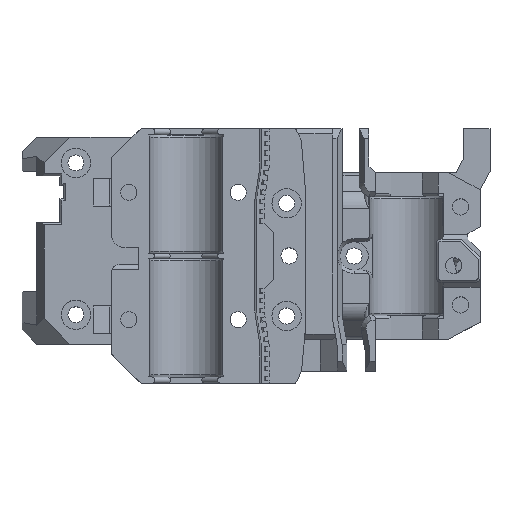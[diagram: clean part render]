
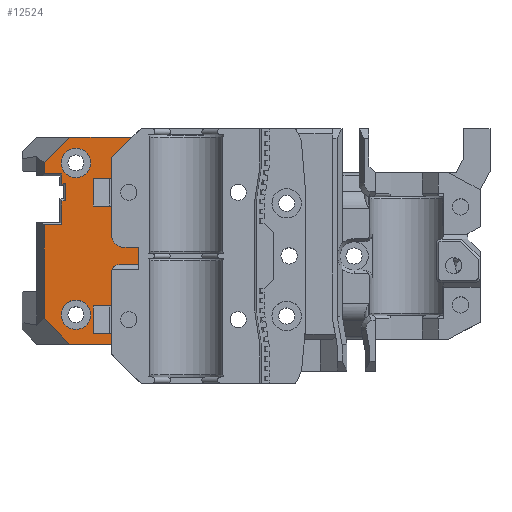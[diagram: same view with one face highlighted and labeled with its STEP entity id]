
A CAD part, top view. The second image highlights one B-rep face of the part: STEP entity #12524.
In plain terms, the highlighted planar face has unit normal (0, 0, 1).
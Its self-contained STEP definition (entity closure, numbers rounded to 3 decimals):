
#195=FACE_BOUND('',#1179,.T.);
#196=FACE_BOUND('',#1180,.T.);
#268=CIRCLE('',#13291,1.5);
#269=CIRCLE('',#13292,2.5);
#270=CIRCLE('',#13293,3.);
#271=CIRCLE('',#13294,3.);
#452=FACE_OUTER_BOUND('',#1178,.T.);
#1178=EDGE_LOOP('',(#8397,#8398,#8399,#8400,#8401,#8402,#8403,#8404,#8405,
#8406,#8407,#8408,#8409,#8410,#8411,#8412,#8413,#8414,#8415,#8416,#8417,
#8418,#8419,#8420,#8421,#8422,#8423,#8424,#8425));
#1179=EDGE_LOOP('',(#8426));
#1180=EDGE_LOOP('',(#8427));
#1911=LINE('',#17676,#3522);
#2013=LINE('',#17894,#3624);
#2019=LINE('',#17907,#3630);
#2030=LINE('',#17928,#3641);
#2044=LINE('',#17953,#3655);
#2046=LINE('',#17959,#3657);
#2047=LINE('',#17961,#3658);
#2048=LINE('',#17963,#3659);
#2049=LINE('',#17965,#3660);
#2050=LINE('',#17967,#3661);
#2051=LINE('',#17969,#3662);
#2052=LINE('',#17973,#3663);
#2053=LINE('',#17975,#3664);
#2054=LINE('',#17977,#3665);
#2055=LINE('',#17981,#3666);
#2056=LINE('',#17983,#3667);
#2057=LINE('',#17985,#3668);
#2058=LINE('',#17987,#3669);
#2059=LINE('',#17988,#3670);
#2060=LINE('',#17990,#3671);
#2061=LINE('',#17992,#3672);
#2062=LINE('',#17994,#3673);
#2063=LINE('',#17996,#3674);
#2064=LINE('',#17998,#3675);
#2065=LINE('',#18000,#3676);
#2066=LINE('',#18002,#3677);
#2067=LINE('',#18003,#3678);
#3522=VECTOR('',#14210,10.);
#3624=VECTOR('',#14356,10.);
#3630=VECTOR('',#14364,10.);
#3641=VECTOR('',#14381,10.);
#3655=VECTOR('',#14407,10.);
#3657=VECTOR('',#14415,10.);
#3658=VECTOR('',#14416,10.);
#3659=VECTOR('',#14417,10.);
#3660=VECTOR('',#14418,10.);
#3661=VECTOR('',#14419,10.);
#3662=VECTOR('',#14420,10.);
#3663=VECTOR('',#14423,10.);
#3664=VECTOR('',#14424,10.);
#3665=VECTOR('',#14425,10.);
#3666=VECTOR('',#14428,10.);
#3667=VECTOR('',#14429,10.);
#3668=VECTOR('',#14430,10.);
#3669=VECTOR('',#14431,10.);
#3670=VECTOR('',#14432,10.);
#3671=VECTOR('',#14433,10.);
#3672=VECTOR('',#14434,10.);
#3673=VECTOR('',#14435,10.);
#3674=VECTOR('',#14436,10.);
#3675=VECTOR('',#14437,10.);
#3676=VECTOR('',#14438,10.);
#3677=VECTOR('',#14439,10.);
#3678=VECTOR('',#14440,10.);
#5129=VERTEX_POINT('',#17673);
#5130=VERTEX_POINT('',#17675);
#5222=VERTEX_POINT('',#17890);
#5224=VERTEX_POINT('',#17893);
#5228=VERTEX_POINT('',#17903);
#5230=VERTEX_POINT('',#17906);
#5237=VERTEX_POINT('',#17927);
#5243=VERTEX_POINT('',#17958);
#5244=VERTEX_POINT('',#17960);
#5245=VERTEX_POINT('',#17962);
#5246=VERTEX_POINT('',#17964);
#5247=VERTEX_POINT('',#17966);
#5248=VERTEX_POINT('',#17968);
#5249=VERTEX_POINT('',#17970);
#5250=VERTEX_POINT('',#17972);
#5251=VERTEX_POINT('',#17974);
#5252=VERTEX_POINT('',#17976);
#5253=VERTEX_POINT('',#17978);
#5254=VERTEX_POINT('',#17980);
#5255=VERTEX_POINT('',#17982);
#5256=VERTEX_POINT('',#17984);
#5257=VERTEX_POINT('',#17986);
#5258=VERTEX_POINT('',#17989);
#5259=VERTEX_POINT('',#17991);
#5260=VERTEX_POINT('',#17993);
#5261=VERTEX_POINT('',#17995);
#5262=VERTEX_POINT('',#17997);
#5263=VERTEX_POINT('',#17999);
#5264=VERTEX_POINT('',#18001);
#5265=VERTEX_POINT('',#18004);
#5266=VERTEX_POINT('',#18006);
#6330=EDGE_CURVE('',#5129,#5130,#1911,.T.);
#6440=EDGE_CURVE('',#5224,#5222,#2013,.T.);
#6446=EDGE_CURVE('',#5230,#5228,#2019,.T.);
#6457=EDGE_CURVE('',#5237,#5224,#2030,.T.);
#6471=EDGE_CURVE('',#5129,#5230,#2044,.T.);
#6473=EDGE_CURVE('',#5222,#5243,#2046,.T.);
#6474=EDGE_CURVE('',#5244,#5243,#2047,.T.);
#6475=EDGE_CURVE('',#5244,#5245,#2048,.T.);
#6476=EDGE_CURVE('',#5245,#5246,#2049,.T.);
#6477=EDGE_CURVE('',#5246,#5247,#2050,.T.);
#6478=EDGE_CURVE('',#5248,#5247,#2051,.T.);
#6479=EDGE_CURVE('',#5249,#5248,#268,.T.);
#6480=EDGE_CURVE('',#5250,#5249,#2052,.T.);
#6481=EDGE_CURVE('',#5251,#5250,#2053,.T.);
#6482=EDGE_CURVE('',#5252,#5251,#2054,.T.);
#6483=EDGE_CURVE('',#5253,#5252,#269,.T.);
#6484=EDGE_CURVE('',#5254,#5253,#2055,.T.);
#6485=EDGE_CURVE('',#5254,#5255,#2056,.T.);
#6486=EDGE_CURVE('',#5255,#5256,#2057,.T.);
#6487=EDGE_CURVE('',#5256,#5257,#2058,.T.);
#6488=EDGE_CURVE('',#5130,#5257,#2059,.T.);
#6489=EDGE_CURVE('',#5228,#5258,#2060,.T.);
#6490=EDGE_CURVE('',#5259,#5258,#2061,.T.);
#6491=EDGE_CURVE('',#5260,#5259,#2062,.T.);
#6492=EDGE_CURVE('',#5261,#5260,#2063,.T.);
#6493=EDGE_CURVE('',#5262,#5261,#2064,.T.);
#6494=EDGE_CURVE('',#5263,#5262,#2065,.T.);
#6495=EDGE_CURVE('',#5264,#5263,#2066,.T.);
#6496=EDGE_CURVE('',#5237,#5264,#2067,.T.);
#6497=EDGE_CURVE('',#5265,#5265,#270,.T.);
#6498=EDGE_CURVE('',#5266,#5266,#271,.T.);
#8397=ORIENTED_EDGE('',*,*,#6440,.T.);
#8398=ORIENTED_EDGE('',*,*,#6473,.T.);
#8399=ORIENTED_EDGE('',*,*,#6474,.F.);
#8400=ORIENTED_EDGE('',*,*,#6475,.T.);
#8401=ORIENTED_EDGE('',*,*,#6476,.T.);
#8402=ORIENTED_EDGE('',*,*,#6477,.T.);
#8403=ORIENTED_EDGE('',*,*,#6478,.F.);
#8404=ORIENTED_EDGE('',*,*,#6479,.F.);
#8405=ORIENTED_EDGE('',*,*,#6480,.F.);
#8406=ORIENTED_EDGE('',*,*,#6481,.F.);
#8407=ORIENTED_EDGE('',*,*,#6482,.F.);
#8408=ORIENTED_EDGE('',*,*,#6483,.F.);
#8409=ORIENTED_EDGE('',*,*,#6484,.F.);
#8410=ORIENTED_EDGE('',*,*,#6485,.T.);
#8411=ORIENTED_EDGE('',*,*,#6486,.T.);
#8412=ORIENTED_EDGE('',*,*,#6487,.T.);
#8413=ORIENTED_EDGE('',*,*,#6488,.F.);
#8414=ORIENTED_EDGE('',*,*,#6330,.F.);
#8415=ORIENTED_EDGE('',*,*,#6471,.T.);
#8416=ORIENTED_EDGE('',*,*,#6446,.T.);
#8417=ORIENTED_EDGE('',*,*,#6489,.T.);
#8418=ORIENTED_EDGE('',*,*,#6490,.F.);
#8419=ORIENTED_EDGE('',*,*,#6491,.F.);
#8420=ORIENTED_EDGE('',*,*,#6492,.F.);
#8421=ORIENTED_EDGE('',*,*,#6493,.F.);
#8422=ORIENTED_EDGE('',*,*,#6494,.F.);
#8423=ORIENTED_EDGE('',*,*,#6495,.F.);
#8424=ORIENTED_EDGE('',*,*,#6496,.F.);
#8425=ORIENTED_EDGE('',*,*,#6457,.T.);
#8426=ORIENTED_EDGE('',*,*,#6497,.T.);
#8427=ORIENTED_EDGE('',*,*,#6498,.T.);
#11910=PLANE('',#13290);
#12524=ADVANCED_FACE('',(#452,#195,#196),#11910,.T.);
#13290=AXIS2_PLACEMENT_3D('',#17957,#14413,#14414);
#13291=AXIS2_PLACEMENT_3D('',#17971,#14421,#14422);
#13292=AXIS2_PLACEMENT_3D('',#17979,#14426,#14427);
#13293=AXIS2_PLACEMENT_3D('',#18005,#14441,#14442);
#13294=AXIS2_PLACEMENT_3D('',#18007,#14443,#14444);
#14210=DIRECTION('',(-0.707,-0.707,0.));
#14356=DIRECTION('',(0.707,-0.707,0.));
#14364=DIRECTION('',(-0.707,-0.707,0.));
#14381=DIRECTION('',(0.,-1.,0.));
#14407=DIRECTION('',(-1.,0.,0.));
#14413=DIRECTION('center_axis',(0.,0.,1.));
#14414=DIRECTION('ref_axis',(-1.,0.,0.));
#14415=DIRECTION('',(1.,0.,0.));
#14416=DIRECTION('',(0.,-1.,0.));
#14417=DIRECTION('',(-1.,0.,0.));
#14418=DIRECTION('',(0.,1.,0.));
#14419=DIRECTION('',(1.,0.,0.));
#14420=DIRECTION('',(0.,-1.,0.));
#14421=DIRECTION('center_axis',(0.,0.,1.));
#14422=DIRECTION('ref_axis',(0.,1.,0.));
#14423=DIRECTION('',(-1.,0.,0.));
#14424=DIRECTION('',(0.,-1.,0.));
#14425=DIRECTION('',(1.,0.,0.));
#14426=DIRECTION('center_axis',(0.,0.,1.));
#14427=DIRECTION('ref_axis',(-1.,0.,0.));
#14428=DIRECTION('',(0.,-1.,0.));
#14429=DIRECTION('',(-1.,0.,0.));
#14430=DIRECTION('',(0.,1.,0.));
#14431=DIRECTION('',(1.,0.,0.));
#14432=DIRECTION('',(0.,-1.,0.));
#14433=DIRECTION('',(0.,-1.,0.));
#14434=DIRECTION('',(-1.,0.,0.));
#14435=DIRECTION('',(0.,1.,0.));
#14436=DIRECTION('',(-1.,0.,0.));
#14437=DIRECTION('',(0.,1.,0.));
#14438=DIRECTION('',(1.,0.,0.));
#14439=DIRECTION('',(0.,1.,0.));
#14440=DIRECTION('',(1.,0.,0.));
#14441=DIRECTION('center_axis',(0.,0.,-1.));
#14442=DIRECTION('ref_axis',(-1.,0.,0.));
#14443=DIRECTION('center_axis',(0.,0.,-1.));
#14444=DIRECTION('ref_axis',(-1.,0.,0.));
#17673=CARTESIAN_POINT('',(18.05,50.25,10.));
#17675=CARTESIAN_POINT('',(13.8,46.,10.));
#17676=CARTESIAN_POINT('',(9.481,41.681,10.));
#17890=CARTESIAN_POINT('',(5.245,8.,10.));
#17893=CARTESIAN_POINT('',(0.,13.245,10.));
#17894=CARTESIAN_POINT('',(5.502,7.742,10.));
#17903=CARTESIAN_POINT('',(0.,45.005,10.));
#17906=CARTESIAN_POINT('',(5.245,50.25,10.));
#17907=CARTESIAN_POINT('',(-7.12,37.885,10.));
#17927=CARTESIAN_POINT('',(0.,32.36,10.));
#17928=CARTESIAN_POINT('',(0.,18.563,10.));
#17953=CARTESIAN_POINT('',(18.05,50.25,10.));
#17957=CARTESIAN_POINT('Origin',(7.4,29.125,10.));
#17958=CARTESIAN_POINT('',(13.8,8.,10.));
#17959=CARTESIAN_POINT('',(-1.5,8.,10.));
#17960=CARTESIAN_POINT('',(13.8,10.2,10.));
#17961=CARTESIAN_POINT('',(13.8,40.563,10.));
#17962=CARTESIAN_POINT('',(10.,10.2,10.));
#17963=CARTESIAN_POINT('',(10.,10.2,10.));
#17964=CARTESIAN_POINT('',(10.,15.8,10.));
#17965=CARTESIAN_POINT('',(10.,15.8,10.));
#17966=CARTESIAN_POINT('',(13.8,15.8,10.));
#17967=CARTESIAN_POINT('',(13.8,15.8,10.));
#17968=CARTESIAN_POINT('',(13.8,22.75,10.));
#17969=CARTESIAN_POINT('',(13.8,40.563,10.));
#17970=CARTESIAN_POINT('',(15.3,24.25,10.));
#17971=CARTESIAN_POINT('Origin',(15.3,22.75,10.));
#17972=CARTESIAN_POINT('',(19.3,24.25,10.));
#17973=CARTESIAN_POINT('',(13.35,24.25,10.));
#17974=CARTESIAN_POINT('',(19.3,27.75,10.));
#17975=CARTESIAN_POINT('',(19.3,28.438,10.));
#17976=CARTESIAN_POINT('',(16.3,27.75,10.));
#17977=CARTESIAN_POINT('',(11.85,27.75,10.));
#17978=CARTESIAN_POINT('',(13.8,30.25,10.));
#17979=CARTESIAN_POINT('Origin',(16.3,30.25,10.));
#17980=CARTESIAN_POINT('',(13.8,36.2,10.));
#17981=CARTESIAN_POINT('',(13.8,40.563,10.));
#17982=CARTESIAN_POINT('',(10.,36.2,10.));
#17983=CARTESIAN_POINT('',(10.,36.2,10.));
#17984=CARTESIAN_POINT('',(10.,41.8,10.));
#17985=CARTESIAN_POINT('',(10.,41.8,10.));
#17986=CARTESIAN_POINT('',(13.8,41.8,10.));
#17987=CARTESIAN_POINT('',(13.8,41.8,10.));
#17988=CARTESIAN_POINT('',(13.8,40.563,10.));
#17989=CARTESIAN_POINT('',(0.,42.74,10.));
#17990=CARTESIAN_POINT('',(0.,18.563,10.));
#17991=CARTESIAN_POINT('',(3.64,42.74,10.));
#17992=CARTESIAN_POINT('',(2.95,42.74,10.));
#17993=CARTESIAN_POINT('',(3.64,40.75,10.));
#17994=CARTESIAN_POINT('',(3.64,35.733,10.));
#17995=CARTESIAN_POINT('',(4.4,40.75,10.));
#17996=CARTESIAN_POINT('',(5.32,40.75,10.));
#17997=CARTESIAN_POINT('',(4.4,37.25,10.));
#17998=CARTESIAN_POINT('',(4.4,34.738,10.));
#17999=CARTESIAN_POINT('',(3.64,37.25,10.));
#18000=CARTESIAN_POINT('',(5.7,37.25,10.));
#18001=CARTESIAN_POINT('',(3.64,32.36,10.));
#18002=CARTESIAN_POINT('',(3.64,33.388,10.));
#18003=CARTESIAN_POINT('',(5.32,32.36,10.));
#18004=CARTESIAN_POINT('',(9.5,14.,10.));
#18005=CARTESIAN_POINT('Origin',(6.5,14.,10.));
#18006=CARTESIAN_POINT('',(9.5,45.,10.));
#18007=CARTESIAN_POINT('Origin',(6.5,45.,10.));
